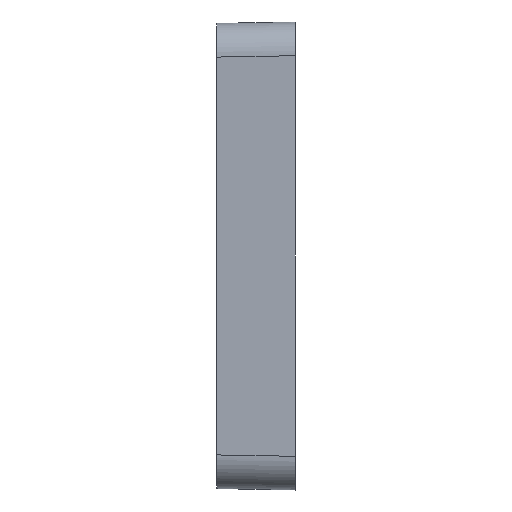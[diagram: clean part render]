
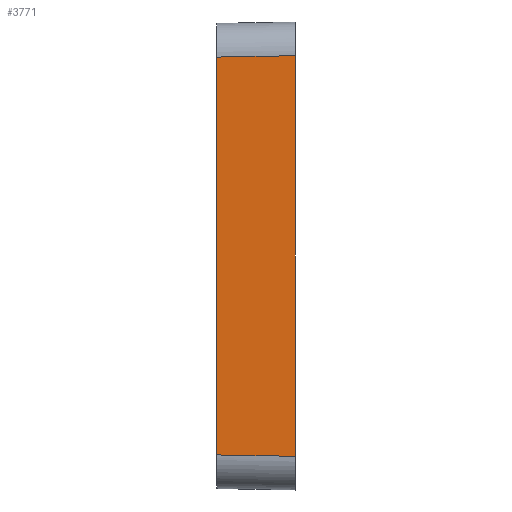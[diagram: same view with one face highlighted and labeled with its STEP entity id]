
A CAD part, left-side view. The second image highlights one B-rep face of the part: STEP entity #3771.
In plain terms, the highlighted planar face has unit normal (-1, 0.018, 0).
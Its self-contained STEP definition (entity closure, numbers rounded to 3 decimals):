
#52=DIRECTION('',(0.,0.,1.));
#53=VECTOR('',#52,106.187);
#54=CARTESIAN_POINT('',(-61.642,20.5,-53.094));
#55=LINE('',#54,#53);
#1155=DIRECTION('',(0.,0.,-1.));
#1156=VECTOR('',#1155,106.92);
#1157=CARTESIAN_POINT('',(-62.009,-0.5,53.46));
#1158=LINE('',#1157,#1156);
#1201=DIRECTION('',(-0.017,-1.,-0.017));
#1202=VECTOR('',#1201,21.006);
#1203=CARTESIAN_POINT('',(-61.642,20.5,-53.094));
#1204=LINE('',#1203,#1202);
#1205=DIRECTION('',(-0.017,-1.,0.017));
#1206=VECTOR('',#1205,21.006);
#1207=CARTESIAN_POINT('',(-61.642,20.5,53.094));
#1208=LINE('',#1207,#1206);
#1790=CARTESIAN_POINT('',(-62.009,-0.5,53.46));
#1791=CARTESIAN_POINT('',(-62.009,-0.5,-53.46));
#1792=VERTEX_POINT('',#1790);
#1793=VERTEX_POINT('',#1791);
#2092=CARTESIAN_POINT('',(-61.642,20.5,-53.094));
#2093=CARTESIAN_POINT('',(-61.642,20.5,53.094));
#2094=VERTEX_POINT('',#2092);
#2095=VERTEX_POINT('',#2093);
#3759=CARTESIAN_POINT('',(-62.,0.,-65.577));
#3760=DIRECTION('',(-1.,0.017,0.));
#3761=DIRECTION('',(0.,0.,-1.));
#3762=AXIS2_PLACEMENT_3D('',#3759,#3760,#3761);
#3763=PLANE('',#3762);
#3764=ORIENTED_EDGE('',*,*,#3709,.T.);
#3766=ORIENTED_EDGE('',*,*,#3765,.F.);
#3767=ORIENTED_EDGE('',*,*,#2148,.T.);
#3768=ORIENTED_EDGE('',*,*,#3752,.T.);
#3769=EDGE_LOOP('',(#3764,#3766,#3767,#3768));
#3770=FACE_OUTER_BOUND('',#3769,.F.);
#3771=ADVANCED_FACE('',(#3770),#3763,.T.);
#2148=EDGE_CURVE('',#2094,#2095,#55,.T.);
#3709=EDGE_CURVE('',#1792,#1793,#1158,.T.);
#3752=EDGE_CURVE('',#2095,#1792,#1208,.T.);
#3765=EDGE_CURVE('',#2094,#1793,#1204,.T.);
